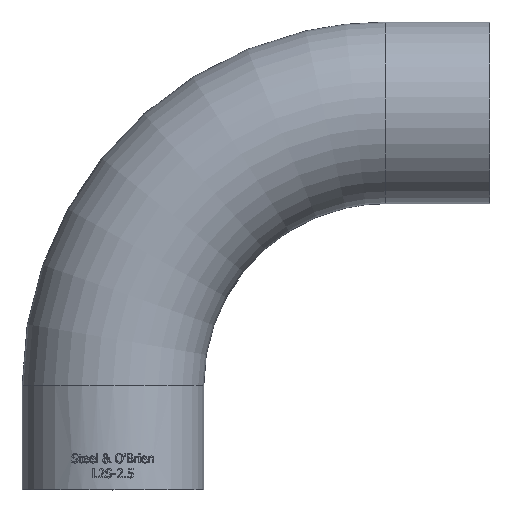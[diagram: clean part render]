
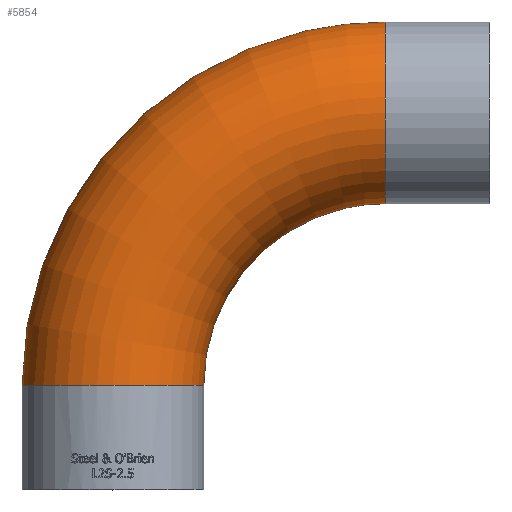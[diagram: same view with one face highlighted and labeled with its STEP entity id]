
A CAD part, top view. The second image highlights one B-rep face of the part: STEP entity #5854.
In plain terms, the highlighted toroidal (fillet/blend) face has major radius 95.25 mm and minor radius 31.75 mm.
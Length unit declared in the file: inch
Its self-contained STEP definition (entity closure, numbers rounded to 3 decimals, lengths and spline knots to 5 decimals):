
#14=TOROIDAL_SURFACE('',#6145,3.75,1.25);
#61=FACE_BOUND('',#1032,.T.);
#675=FACE_OUTER_BOUND('',#1031,.T.);
#1031=EDGE_LOOP('',(#5468));
#1032=EDGE_LOOP('',(#5469));
#1153=CIRCLE('',#6130,1.25);
#1159=CIRCLE('',#6144,1.25);
#2865=VERTEX_POINT('',#13236);
#2871=VERTEX_POINT('',#13256);
#3734=EDGE_CURVE('',#2865,#2865,#1153,.T.);
#3740=EDGE_CURVE('',#2871,#2871,#1159,.T.);
#5468=ORIENTED_EDGE('',*,*,#3740,.F.);
#5469=ORIENTED_EDGE('',*,*,#3734,.T.);
#5854=ADVANCED_FACE('',(#675,#61),#14,.T.);
#6130=AXIS2_PLACEMENT_3D('',#13237,#7084,#7085);
#6144=AXIS2_PLACEMENT_3D('',#13257,#7112,#7113);
#6145=AXIS2_PLACEMENT_3D('',#13258,#7114,#7115);
#7084=DIRECTION('center_axis',(0.,1.,0.));
#7085=DIRECTION('ref_axis',(-1.,0.,0.));
#7112=DIRECTION('center_axis',(1.,0.,0.));
#7113=DIRECTION('ref_axis',(0.,1.,0.));
#7114=DIRECTION('center_axis',(0.,0.,-1.));
#7115=DIRECTION('ref_axis',(-1.,0.,0.));
#13236=CARTESIAN_POINT('',(1.25,1.438,0.));
#13237=CARTESIAN_POINT('Origin',(0.,1.438,0.));
#13256=CARTESIAN_POINT('',(3.75,3.938,0.));
#13257=CARTESIAN_POINT('Origin',(3.75,5.188,0.));
#13258=CARTESIAN_POINT('Origin',(3.75,1.438,0.));
